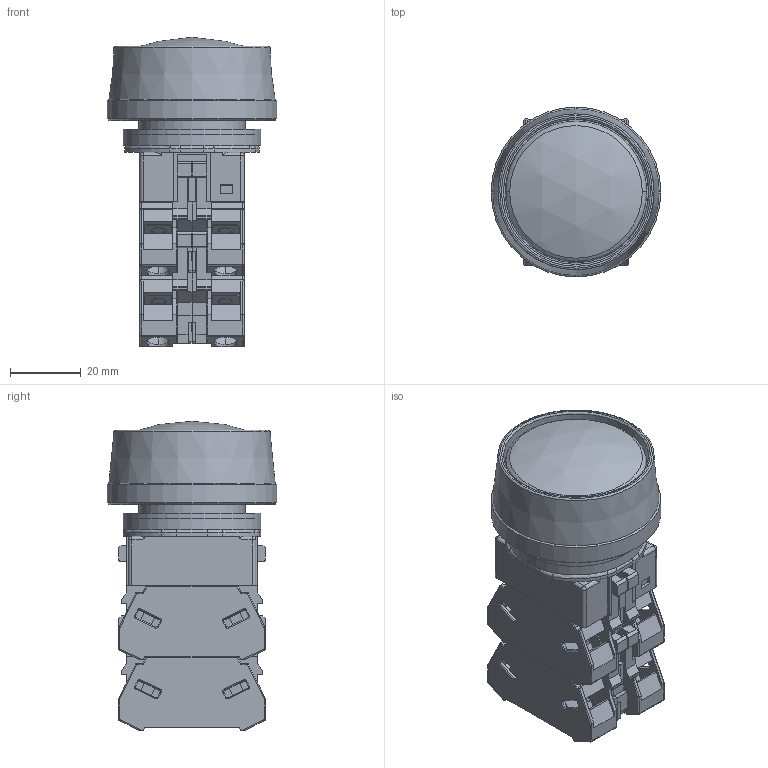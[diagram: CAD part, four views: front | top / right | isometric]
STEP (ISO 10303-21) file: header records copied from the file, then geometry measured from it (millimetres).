
FILE_DESCRIPTION (( 'STEP AP214' ), '1' );
FILE_NAME ('A[B][O]N3Gxx$.STEP', '2021-01-12T07:37:54', ( '' ), ( '' ), 'SwSTEP 2.0', 'SolidWorks 2019', '' );
FILE_SCHEMA (( 'AUTOMOTIVE_DESIGN' ));
Length unit declared in the file: millimetre
Products named in the file (6): OW-12; HW-Uxx(R); OW-11; A[B][O]N3Gxx$; A[B][O]N3_BODY; ABN3G
Assembly tree (8 placements, depth 2):
  A[B][O]N3Gxx$
    A[B][O]N3_BODY
    OW-12
    OW-11
    ABN3G
    HW-Uxx(R)  x4
Bounding box: 48 x 48 x 87.4 mm (x, y, z)
Volume: 89414.2 mm3; surface area: 39083.5 mm2
Topology: 9 solids, 9 shells, 1175 faces, 3196 edges, 2045 vertices
Faces by surface type: plane 736, cylinder 291, bspline 120, torus 12, cone 11, sphere 5
Full cylindrical faces by diameter (mm): 3.5 x8, 24.5 x1, 29.5 x2, 30 x2, 37 x1, 39 x2, 40 x1, 41 x1, 48 x1
Entity records: 14390 total; most frequent: CARTESIAN_POINT 4148, ORIENTED_EDGE 2126, DIRECTION 1963, EDGE_CURVE 1063, VECTOR 765, LINE 765, VERTEX_POINT 700, AXIS2_PLACEMENT_3D 599
